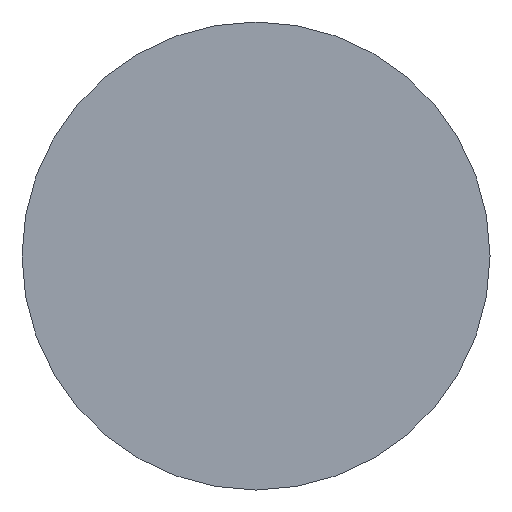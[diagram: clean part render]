
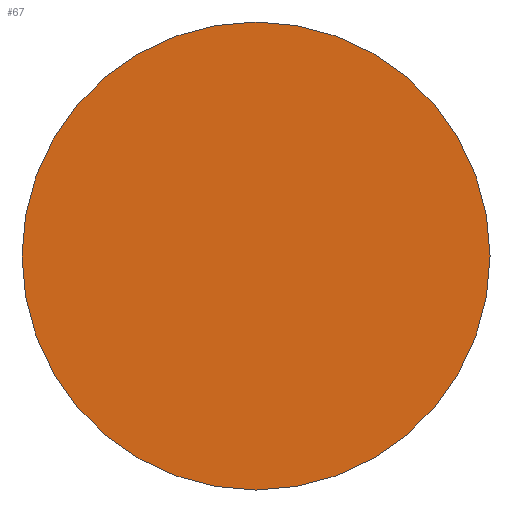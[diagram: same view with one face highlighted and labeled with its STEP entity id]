
A CAD part, front view. The second image highlights one B-rep face of the part: STEP entity #67.
In plain terms, the highlighted planar face has unit normal (0, -1, 0).
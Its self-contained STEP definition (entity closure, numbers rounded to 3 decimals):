
#19=PLANE('',#96);
#24=FACE_OUTER_BOUND('',#29,.T.);
#29=EDGE_LOOP('',(#59));
#39=CIRCLE('',#95,7.5);
#43=VERTEX_POINT('',#131);
#49=EDGE_CURVE('',#43,#43,#39,.T.);
#59=ORIENTED_EDGE('',*,*,#49,.T.);
#67=ADVANCED_FACE('',(#24),#19,.F.);
#95=AXIS2_PLACEMENT_3D('',#133,#114,#115);
#96=AXIS2_PLACEMENT_3D('',#134,#116,#117);
#114=DIRECTION('center_axis',(0.,-1.,0.));
#115=DIRECTION('ref_axis',(1.,0.,0.));
#116=DIRECTION('center_axis',(0.,1.,0.));
#117=DIRECTION('ref_axis',(0.,0.,1.));
#131=CARTESIAN_POINT('',(-7.5,0.,0.));
#133=CARTESIAN_POINT('Origin',(0.,0.,0.));
#134=CARTESIAN_POINT('Origin',(0.,0.,0.));
